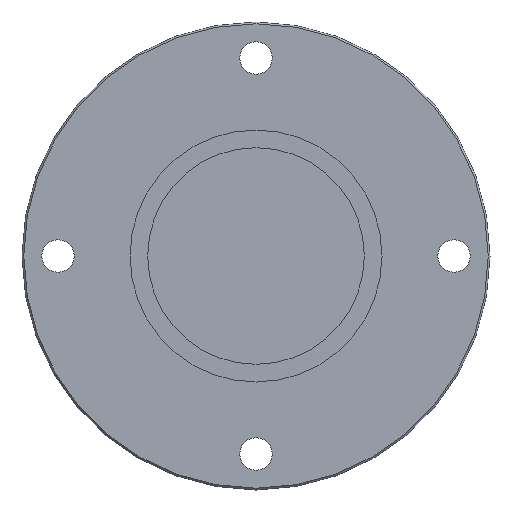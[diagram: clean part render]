
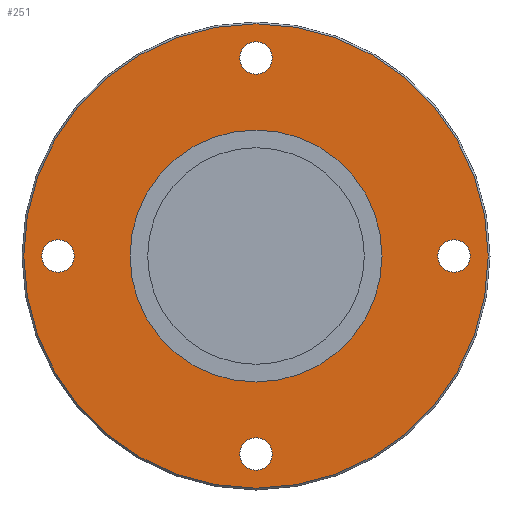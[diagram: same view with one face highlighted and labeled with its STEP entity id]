
A CAD part, front view. The second image highlights one B-rep face of the part: STEP entity #251.
In plain terms, the highlighted planar face has unit normal (0, -1, 0).
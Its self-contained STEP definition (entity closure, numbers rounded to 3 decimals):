
#15=FACE_BOUND('',#52,.T.);
#16=FACE_BOUND('',#53,.T.);
#17=FACE_BOUND('',#54,.T.);
#18=FACE_BOUND('',#55,.T.);
#19=FACE_BOUND('',#56,.T.);
#25=PLANE('',#289);
#38=FACE_OUTER_BOUND('',#51,.T.);
#51=EDGE_LOOP('',(#188));
#52=EDGE_LOOP('',(#189,#190));
#53=EDGE_LOOP('',(#191,#192));
#54=EDGE_LOOP('',(#193,#194));
#55=EDGE_LOOP('',(#195,#196));
#56=EDGE_LOOP('',(#197,#198));
#92=CIRCLE('',#285,64.5);
#95=CIRCLE('',#290,35.);
#96=CIRCLE('',#291,35.);
#97=CIRCLE('',#292,4.5);
#98=CIRCLE('',#293,4.5);
#99=CIRCLE('',#294,4.5);
#100=CIRCLE('',#295,4.5);
#101=CIRCLE('',#296,4.5);
#102=CIRCLE('',#297,4.5);
#103=CIRCLE('',#298,4.5);
#104=CIRCLE('',#299,4.5);
#118=VERTEX_POINT('',#416);
#121=VERTEX_POINT('',#426);
#122=VERTEX_POINT('',#427);
#123=VERTEX_POINT('',#430);
#124=VERTEX_POINT('',#431);
#125=VERTEX_POINT('',#434);
#126=VERTEX_POINT('',#435);
#127=VERTEX_POINT('',#438);
#128=VERTEX_POINT('',#439);
#129=VERTEX_POINT('',#442);
#130=VERTEX_POINT('',#443);
#145=EDGE_CURVE('',#118,#118,#92,.T.);
#149=EDGE_CURVE('',#121,#122,#95,.T.);
#150=EDGE_CURVE('',#122,#121,#96,.T.);
#151=EDGE_CURVE('',#123,#124,#97,.T.);
#152=EDGE_CURVE('',#124,#123,#98,.T.);
#153=EDGE_CURVE('',#125,#126,#99,.T.);
#154=EDGE_CURVE('',#126,#125,#100,.T.);
#155=EDGE_CURVE('',#127,#128,#101,.T.);
#156=EDGE_CURVE('',#128,#127,#102,.T.);
#157=EDGE_CURVE('',#129,#130,#103,.T.);
#158=EDGE_CURVE('',#130,#129,#104,.T.);
#188=ORIENTED_EDGE('',*,*,#145,.F.);
#189=ORIENTED_EDGE('',*,*,#149,.T.);
#190=ORIENTED_EDGE('',*,*,#150,.T.);
#191=ORIENTED_EDGE('',*,*,#151,.T.);
#192=ORIENTED_EDGE('',*,*,#152,.T.);
#193=ORIENTED_EDGE('',*,*,#153,.T.);
#194=ORIENTED_EDGE('',*,*,#154,.T.);
#195=ORIENTED_EDGE('',*,*,#155,.T.);
#196=ORIENTED_EDGE('',*,*,#156,.T.);
#197=ORIENTED_EDGE('',*,*,#157,.T.);
#198=ORIENTED_EDGE('',*,*,#158,.T.);
#251=ADVANCED_FACE('',(#38,#15,#16,#17,#18,#19),#25,.T.);
#285=AXIS2_PLACEMENT_3D('',#418,#330,#331);
#289=AXIS2_PLACEMENT_3D('',#425,#339,#340);
#290=AXIS2_PLACEMENT_3D('',#428,#341,#342);
#291=AXIS2_PLACEMENT_3D('',#429,#343,#344);
#292=AXIS2_PLACEMENT_3D('',#432,#345,#346);
#293=AXIS2_PLACEMENT_3D('',#433,#347,#348);
#294=AXIS2_PLACEMENT_3D('',#436,#349,#350);
#295=AXIS2_PLACEMENT_3D('',#437,#351,#352);
#296=AXIS2_PLACEMENT_3D('',#440,#353,#354);
#297=AXIS2_PLACEMENT_3D('',#441,#355,#356);
#298=AXIS2_PLACEMENT_3D('',#444,#357,#358);
#299=AXIS2_PLACEMENT_3D('',#445,#359,#360);
#330=DIRECTION('center_axis',(0.,1.,0.));
#331=DIRECTION('ref_axis',(1.,0.,0.));
#339=DIRECTION('center_axis',(0.,-1.,0.));
#340=DIRECTION('ref_axis',(0.,0.,-1.));
#341=DIRECTION('center_axis',(0.,1.,0.));
#342=DIRECTION('ref_axis',(1.,0.,0.));
#343=DIRECTION('center_axis',(0.,1.,0.));
#344=DIRECTION('ref_axis',(1.,0.,0.));
#345=DIRECTION('center_axis',(0.,1.,0.));
#346=DIRECTION('ref_axis',(1.,0.,0.));
#347=DIRECTION('center_axis',(0.,1.,0.));
#348=DIRECTION('ref_axis',(1.,0.,0.));
#349=DIRECTION('center_axis',(0.,1.,0.));
#350=DIRECTION('ref_axis',(0.,0.,-1.));
#351=DIRECTION('center_axis',(0.,1.,0.));
#352=DIRECTION('ref_axis',(0.,0.,-1.));
#353=DIRECTION('center_axis',(0.,1.,0.));
#354=DIRECTION('ref_axis',(-1.,0.,0.));
#355=DIRECTION('center_axis',(0.,1.,0.));
#356=DIRECTION('ref_axis',(-1.,0.,0.));
#357=DIRECTION('center_axis',(0.,1.,0.));
#358=DIRECTION('ref_axis',(0.,0.,1.));
#359=DIRECTION('center_axis',(0.,1.,0.));
#360=DIRECTION('ref_axis',(0.,0.,1.));
#416=CARTESIAN_POINT('',(-64.5,0.,0.));
#418=CARTESIAN_POINT('Origin',(0.,0.,0.));
#425=CARTESIAN_POINT('Origin',(-65.,0.,0.));
#426=CARTESIAN_POINT('',(-35.,0.,0.));
#427=CARTESIAN_POINT('',(35.,0.,0.));
#428=CARTESIAN_POINT('Origin',(0.,0.,0.));
#429=CARTESIAN_POINT('Origin',(0.,0.,0.));
#430=CARTESIAN_POINT('',(-50.5,0.,0.));
#431=CARTESIAN_POINT('',(-59.5,0.,0.));
#432=CARTESIAN_POINT('Origin',(-55.,0.,0.));
#433=CARTESIAN_POINT('Origin',(-55.,0.,0.));
#434=CARTESIAN_POINT('',(0.,0.,50.5));
#435=CARTESIAN_POINT('',(0.,0.,59.5));
#436=CARTESIAN_POINT('Origin',(0.,0.,55.));
#437=CARTESIAN_POINT('Origin',(0.,0.,55.));
#438=CARTESIAN_POINT('',(50.5,0.,0.));
#439=CARTESIAN_POINT('',(59.5,0.,0.));
#440=CARTESIAN_POINT('Origin',(55.,0.,0.));
#441=CARTESIAN_POINT('Origin',(55.,0.,0.));
#442=CARTESIAN_POINT('',(0.,0.,-50.5));
#443=CARTESIAN_POINT('',(0.,0.,-59.5));
#444=CARTESIAN_POINT('Origin',(0.,0.,-55.));
#445=CARTESIAN_POINT('Origin',(0.,0.,-55.));
